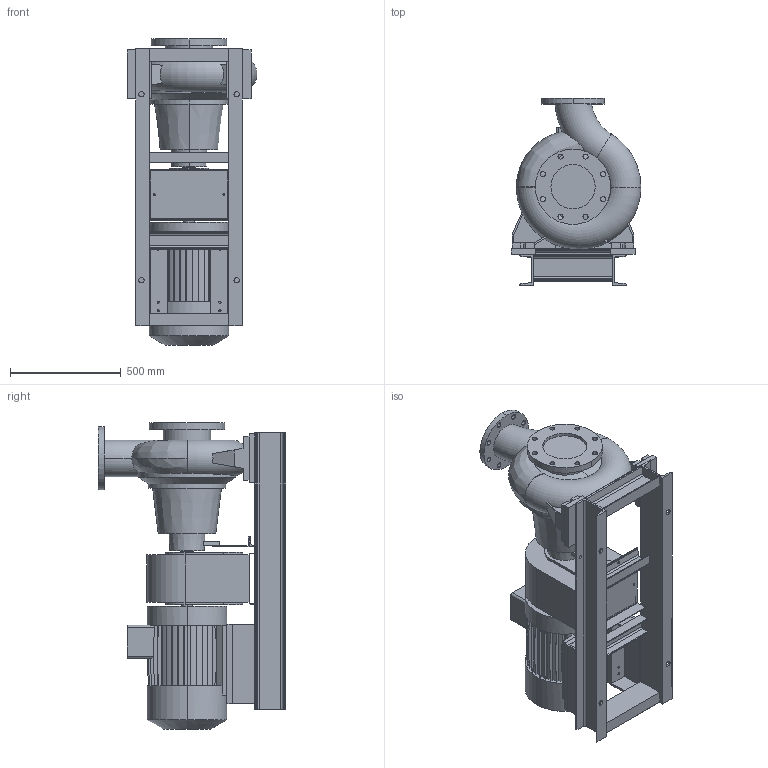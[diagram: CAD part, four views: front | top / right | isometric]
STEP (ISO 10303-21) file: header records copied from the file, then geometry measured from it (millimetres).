
FILE_DESCRIPTION (( 'STEP AP203' ), '1' );
FILE_NAME ('10018148swa00.step', '2023-07-07T12:07:42', ( '' ), ( '' ), 'SwSTEP 2.0', 'SolidWorks 2020', '' );
FILE_SCHEMA (( 'CONFIG_CONTROL_DESIGN' ));
Length unit declared in the file: millimetre
Products named in the file (5): 90.328.11swp01_LAVORATO<A macchina>; 10018072swp00_180M 2-6; 10018148swa00; 10018097swp00_MCG 25 N4 150-315 180; 10017783swp00_150-315
Assembly tree (4 placements, depth 2):
  10018148swa00
    10017783swp00_150-315
    10018097swp00_MCG 25 N4 150-315 180
    10018072swp00_180M 2-6
    90.328.11swp01_LAVORATO<A macchina>
Bounding box: 586.83 x 845 x 1383 mm (x, y, z)
Volume: 162865963.1 mm3; surface area: 6058740 mm2
Topology: 20 solids, 21 shells, 694 faces, 1887 edges, 1251 vertices
Faces by surface type: plane 483, cylinder 194, cone 10, torus 5, bspline 2
Entity records: 23982 total; most frequent: CARTESIAN_POINT 5540, ORIENTED_EDGE 3774, DIRECTION 3624, EDGE_CURVE 1887, VECTOR 1414, LINE 1414, VERTEX_POINT 1251, AXIS2_PLACEMENT_3D 1105
